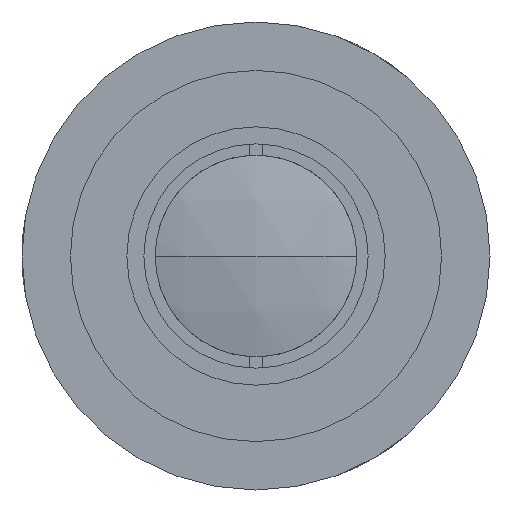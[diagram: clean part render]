
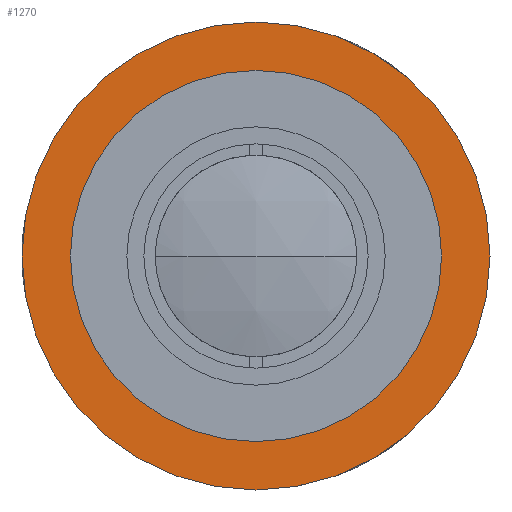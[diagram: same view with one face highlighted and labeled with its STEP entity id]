
A CAD part, left-side view. The second image highlights one B-rep face of the part: STEP entity #1270.
In plain terms, the highlighted planar face has unit normal (-1, 0, 0).
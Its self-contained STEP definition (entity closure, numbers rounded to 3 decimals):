
#1 = DIRECTION ( 'NONE',  ( 0., 0., 1. ) ) ;
#7 = DIRECTION ( 'NONE',  ( -1., 0., 0. ) ) ;
#28 = CARTESIAN_POINT ( 'NONE',  ( 20.98, 0., 0. ) ) ;
#39 = CARTESIAN_POINT ( 'NONE',  ( 20.98, 0., -11.5 ) ) ;
#44 = AXIS2_PLACEMENT_3D ( 'NONE', #28, #7, #1 ) ;
#61 = ORIENTED_EDGE ( 'NONE', *, *, #811, .T. ) ;
#200 = ORIENTED_EDGE ( 'NONE', *, *, #1283, .F. ) ;
#264 = CIRCLE ( 'NONE', #1363, 11.5 ) ;
#266 = FACE_BOUND ( 'NONE', #1383, .T. ) ;
#320 = CARTESIAN_POINT ( 'NONE',  ( 20.98, 0., 0. ) ) ;
#330 = FACE_OUTER_BOUND ( 'NONE', #1950, .T. ) ;
#381 = AXIS2_PLACEMENT_3D ( 'NONE', #1966, #1878, #1844 ) ;
#403 = PLANE ( 'NONE',  #1810 ) ;
#429 = DIRECTION ( 'NONE',  ( -1., 0., 0. ) ) ;
#444 = CARTESIAN_POINT ( 'NONE',  ( 20.98, 11.5, 0. ) ) ;
#472 = CARTESIAN_POINT ( 'NONE',  ( 20.98, 0., 14.5 ) ) ;
#506 = CARTESIAN_POINT ( 'NONE',  ( 20.98, 0., 11.5 ) ) ;
#551 = DIRECTION ( 'NONE',  ( 1., 0., 0. ) ) ;
#557 = DIRECTION ( 'NONE',  ( 0., 0., 1. ) ) ;
#561 = DIRECTION ( 'NONE',  ( -1., 0., 0. ) ) ;
#566 = CARTESIAN_POINT ( 'NONE',  ( 20.98, 0., 0. ) ) ;
#775 = CIRCLE ( 'NONE', #44, 11.5 ) ;
#778 = AXIS2_PLACEMENT_3D ( 'NONE', #566, #561, #557 ) ;
#811 = EDGE_CURVE ( 'NONE', #1299, #1006, #1094, .T. ) ;
#841 = DIRECTION ( 'NONE',  ( 0., 0., -1. ) ) ;
#973 = EDGE_CURVE ( 'NONE', #1994, #1579, #775, .T. ) ;
#1006 = VERTEX_POINT ( 'NONE', #1856 ) ;
#1094 = CIRCLE ( 'NONE', #778, 14.5 ) ;
#1184 = DIRECTION ( 'NONE',  ( 0., 0., 1. ) ) ;
#1270 = ADVANCED_FACE ( 'NONE', ( #266, #330 ), #403, .F. ) ;
#1283 = EDGE_CURVE ( 'NONE', #1579, #1994, #264, .T. ) ;
#1299 = VERTEX_POINT ( 'NONE', #472 ) ;
#1363 = AXIS2_PLACEMENT_3D ( 'NONE', #320, #429, #1184 ) ;
#1383 = EDGE_LOOP ( 'NONE', ( #1552, #200 ) ) ;
#1552 = ORIENTED_EDGE ( 'NONE', *, *, #973, .F. ) ;
#1578 = EDGE_CURVE ( 'NONE', #1006, #1299, #1819, .T. ) ;
#1579 = VERTEX_POINT ( 'NONE', #39 ) ;
#1758 = ORIENTED_EDGE ( 'NONE', *, *, #1578, .T. ) ;
#1810 = AXIS2_PLACEMENT_3D ( 'NONE', #444, #551, #841 ) ;
#1819 = CIRCLE ( 'NONE', #381, 14.5 ) ;
#1844 = DIRECTION ( 'NONE',  ( 0., 0., 1. ) ) ;
#1856 = CARTESIAN_POINT ( 'NONE',  ( 20.98, 0., -14.5 ) ) ;
#1878 = DIRECTION ( 'NONE',  ( -1., 0., 0. ) ) ;
#1950 = EDGE_LOOP ( 'NONE', ( #61, #1758 ) ) ;
#1966 = CARTESIAN_POINT ( 'NONE',  ( 20.98, 0., 0. ) ) ;
#1994 = VERTEX_POINT ( 'NONE', #506 ) ;
